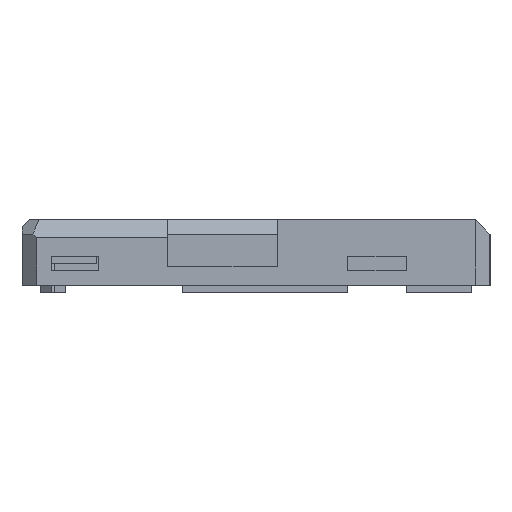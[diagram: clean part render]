
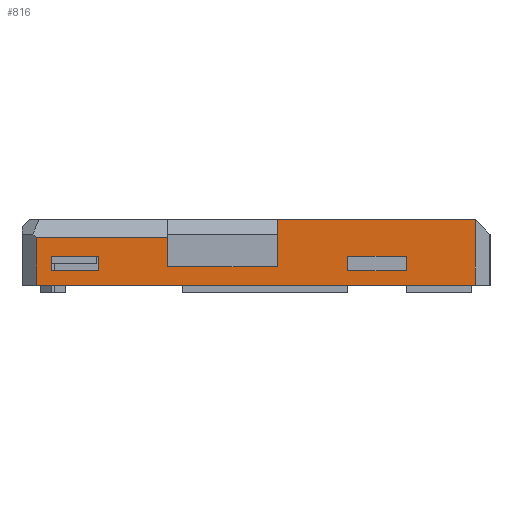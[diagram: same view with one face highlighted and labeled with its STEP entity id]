
A CAD part, left-side view. The second image highlights one B-rep face of the part: STEP entity #816.
In plain terms, the highlighted planar face has unit normal (-1, 0, 0).
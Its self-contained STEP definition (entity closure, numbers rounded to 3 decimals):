
#20 = VECTOR ( 'NONE', #2229, 1000. ) ;
#48 = LINE ( 'NONE', #145, #7102 ) ;
#145 = CARTESIAN_POINT ( 'NONE',  ( -6., -2., -5. ) ) ;
#174 = CARTESIAN_POINT ( 'NONE',  ( -6., -2., 4. ) ) ;
#239 = LINE ( 'NONE', #6232, #1424 ) ;
#279 = CARTESIAN_POINT ( 'NONE',  ( -6., 7.3, -1. ) ) ;
#341 = LINE ( 'NONE', #6371, #6140 ) ;
#350 = ORIENTED_EDGE ( 'NONE', *, *, #8706, .F. ) ;
#401 = DIRECTION ( 'NONE',  ( 0., -1., 0. ) ) ;
#506 = ORIENTED_EDGE ( 'NONE', *, *, #3978, .F. ) ;
#515 = CARTESIAN_POINT ( 'NONE',  ( -6., 7.3, -3. ) ) ;
#521 = VERTEX_POINT ( 'NONE', #3073 ) ;
#524 = VERTEX_POINT ( 'NONE', #3221 ) ;
#557 = EDGE_CURVE ( 'NONE', #1368, #5694, #6215, .T. ) ;
#730 = CARTESIAN_POINT ( 'NONE',  ( -6., 40., 1.5 ) ) ;
#816 = ADVANCED_FACE ( 'NONE', ( #9330, #7122, #5699 ), #1969, .T. ) ;
#827 = CARTESIAN_POINT ( 'NONE',  ( -6., 56.003, -0.5 ) ) ;
#834 = CARTESIAN_POINT ( 'NONE',  ( -6., 40., 2. ) ) ;
#865 = ORIENTED_EDGE ( 'NONE', *, *, #2621, .F. ) ;
#983 = CARTESIAN_POINT ( 'NONE',  ( -6., 40., -2.5 ) ) ;
#1059 = LINE ( 'NONE', #8371, #1762 ) ;
#1060 = ORIENTED_EDGE ( 'NONE', *, *, #5276, .F. ) ;
#1157 = CARTESIAN_POINT ( 'NONE',  ( -6., 7.3, -1. ) ) ;
#1368 = VERTEX_POINT ( 'NONE', #5100 ) ;
#1424 = VECTOR ( 'NONE', #5295, 1000. ) ;
#1540 = CARTESIAN_POINT ( 'NONE',  ( -6., 49.5, -0.5 ) ) ;
#1566 = CARTESIAN_POINT ( 'NONE',  ( -6., 7.3, -3. ) ) ;
#1657 = LINE ( 'NONE', #827, #5624 ) ;
#1762 = VECTOR ( 'NONE', #9204, 1000. ) ;
#1969 = PLANE ( 'NONE',  #2477 ) ;
#2075 = EDGE_CURVE ( 'NONE', #8521, #8685, #5700, .T. ) ;
#2147 = CARTESIAN_POINT ( 'NONE',  ( -6., -2.2, -5. ) ) ;
#2148 = VERTEX_POINT ( 'NONE', #8842 ) ;
#2229 = DIRECTION ( 'NONE',  ( 0., 0., 1. ) ) ;
#2307 = DIRECTION ( 'NONE',  ( 0., 0., 1. ) ) ;
#2337 = DIRECTION ( 'NONE',  ( 0., 1., 0. ) ) ;
#2402 = DIRECTION ( 'NONE',  ( 0., 0., -1. ) ) ;
#2477 = AXIS2_PLACEMENT_3D ( 'NONE', #4173, #3395, #401 ) ;
#2539 = VECTOR ( 'NONE', #6410, 1000. ) ;
#2554 = ORIENTED_EDGE ( 'NONE', *, *, #7996, .T. ) ;
#2564 = LINE ( 'NONE', #8946, #20 ) ;
#2621 = EDGE_CURVE ( 'NONE', #5342, #521, #1657, .T. ) ;
#2681 = VECTOR ( 'NONE', #4969, 1000. ) ;
#2822 = VERTEX_POINT ( 'NONE', #279 ) ;
#2898 = VERTEX_POINT ( 'NONE', #2147 ) ;
#2933 = DIRECTION ( 'NONE',  ( 0., 0., 1. ) ) ;
#3038 = EDGE_LOOP ( 'NONE', ( #506, #8791, #4747, #4663 ) ) ;
#3073 = CARTESIAN_POINT ( 'NONE',  ( -6., 56.003, -3. ) ) ;
#3123 = LINE ( 'NONE', #3953, #4773 ) ;
#3221 = CARTESIAN_POINT ( 'NONE',  ( -6., 49.5, -3. ) ) ;
#3395 = DIRECTION ( 'NONE',  ( -1., 0., 0. ) ) ;
#3517 = DIRECTION ( 'NONE',  ( 0., 1., 0. ) ) ;
#3597 = CARTESIAN_POINT ( 'NONE',  ( -6., 58., 2. ) ) ;
#3712 = ORIENTED_EDGE ( 'NONE', *, *, #557, .T. ) ;
#3953 = CARTESIAN_POINT ( 'NONE',  ( -6., 15.3, -0.5 ) ) ;
#3978 = EDGE_CURVE ( 'NONE', #6585, #8486, #5812, .T. ) ;
#4082 = CARTESIAN_POINT ( 'NONE',  ( -6., 40., -2.5 ) ) ;
#4123 = ORIENTED_EDGE ( 'NONE', *, *, #5253, .F. ) ;
#4173 = CARTESIAN_POINT ( 'NONE',  ( -6., -2., 2. ) ) ;
#4331 = DIRECTION ( 'NONE',  ( 0., 0., -1. ) ) ;
#4397 = CARTESIAN_POINT ( 'NONE',  ( -6., 25., 4. ) ) ;
#4549 = VECTOR ( 'NONE', #3517, 1000. ) ;
#4555 = CARTESIAN_POINT ( 'NONE',  ( -6., 7.3, -0.5 ) ) ;
#4577 = ORIENTED_EDGE ( 'NONE', *, *, #8454, .F. ) ;
#4607 = DIRECTION ( 'NONE',  ( 0., 1., 0. ) ) ;
#4663 = ORIENTED_EDGE ( 'NONE', *, *, #5258, .F. ) ;
#4672 = VECTOR ( 'NONE', #4958, 1000. ) ;
#4747 = ORIENTED_EDGE ( 'NONE', *, *, #5657, .F. ) ;
#4773 = VECTOR ( 'NONE', #7671, 1000. ) ;
#4881 = LINE ( 'NONE', #1157, #2539 ) ;
#4912 = ORIENTED_EDGE ( 'NONE', *, *, #5724, .F. ) ;
#4958 = DIRECTION ( 'NONE',  ( 0., -1., 0. ) ) ;
#4969 = DIRECTION ( 'NONE',  ( 0., -1., 0. ) ) ;
#5097 = CARTESIAN_POINT ( 'NONE',  ( -6., 56.003, -1. ) ) ;
#5100 = CARTESIAN_POINT ( 'NONE',  ( -6., -2.2, 4. ) ) ;
#5225 = CARTESIAN_POINT ( 'NONE',  ( -6., 25., -2.5 ) ) ;
#5253 = EDGE_CURVE ( 'NONE', #8685, #5694, #239, .T. ) ;
#5258 = EDGE_CURVE ( 'NONE', #8486, #2822, #6041, .T. ) ;
#5276 = EDGE_CURVE ( 'NONE', #6467, #8521, #7545, .T. ) ;
#5295 = DIRECTION ( 'NONE',  ( 0., 0., 1. ) ) ;
#5342 = VERTEX_POINT ( 'NONE', #5097 ) ;
#5478 = CARTESIAN_POINT ( 'NONE',  ( -6., 15.3, -3. ) ) ;
#5496 = VECTOR ( 'NONE', #2307, 1000. ) ;
#5624 = VECTOR ( 'NONE', #2402, 1000. ) ;
#5657 = EDGE_CURVE ( 'NONE', #2822, #9229, #4881, .T. ) ;
#5686 = DIRECTION ( 'NONE',  ( 0., 0., -1. ) ) ;
#5694 = VERTEX_POINT ( 'NONE', #4397 ) ;
#5699 = FACE_BOUND ( 'NONE', #3038, .T. ) ;
#5700 = LINE ( 'NONE', #4082, #4672 ) ;
#5724 = EDGE_CURVE ( 'NONE', #6489, #5342, #9542, .T. ) ;
#5812 = LINE ( 'NONE', #515, #2681 ) ;
#6024 = CARTESIAN_POINT ( 'NONE',  ( -6., 15.3, -1. ) ) ;
#6027 = EDGE_LOOP ( 'NONE', ( #4577, #6779, #3712, #4123, #9556, #1060, #7741, #2554 ) ) ;
#6041 = LINE ( 'NONE', #4555, #5496 ) ;
#6083 = VERTEX_POINT ( 'NONE', #9483 ) ;
#6140 = VECTOR ( 'NONE', #6523, 1000. ) ;
#6215 = LINE ( 'NONE', #174, #8716 ) ;
#6232 = CARTESIAN_POINT ( 'NONE',  ( -6., 25., 0. ) ) ;
#6288 = ORIENTED_EDGE ( 'NONE', *, *, #7336, .F. ) ;
#6306 = EDGE_CURVE ( 'NONE', #2898, #1368, #2564, .T. ) ;
#6371 = CARTESIAN_POINT ( 'NONE',  ( -6., -2., 1.5 ) ) ;
#6386 = EDGE_CURVE ( 'NONE', #6467, #6083, #341, .T. ) ;
#6410 = DIRECTION ( 'NONE',  ( 0., 1., 0. ) ) ;
#6467 = VERTEX_POINT ( 'NONE', #730 ) ;
#6489 = VERTEX_POINT ( 'NONE', #7398 ) ;
#6523 = DIRECTION ( 'NONE',  ( 0., 1., 0. ) ) ;
#6585 = VERTEX_POINT ( 'NONE', #5478 ) ;
#6779 = ORIENTED_EDGE ( 'NONE', *, *, #6306, .T. ) ;
#7102 = VECTOR ( 'NONE', #4607, 1000. ) ;
#7122 = FACE_BOUND ( 'NONE', #8805, .T. ) ;
#7336 = EDGE_CURVE ( 'NONE', #521, #524, #1059, .T. ) ;
#7398 = CARTESIAN_POINT ( 'NONE',  ( -6., 49.5, -1. ) ) ;
#7545 = LINE ( 'NONE', #834, #7992 ) ;
#7671 = DIRECTION ( 'NONE',  ( 0., 0., -1. ) ) ;
#7741 = ORIENTED_EDGE ( 'NONE', *, *, #6386, .T. ) ;
#7992 = VECTOR ( 'NONE', #5686, 1000. ) ;
#7996 = EDGE_CURVE ( 'NONE', #6083, #2148, #8060, .T. ) ;
#8060 = LINE ( 'NONE', #3597, #9452 ) ;
#8121 = LINE ( 'NONE', #1540, #9308 ) ;
#8371 = CARTESIAN_POINT ( 'NONE',  ( -6., 49.5, -3. ) ) ;
#8454 = EDGE_CURVE ( 'NONE', #2898, #2148, #48, .T. ) ;
#8486 = VERTEX_POINT ( 'NONE', #1566 ) ;
#8521 = VERTEX_POINT ( 'NONE', #983 ) ;
#8685 = VERTEX_POINT ( 'NONE', #5225 ) ;
#8706 = EDGE_CURVE ( 'NONE', #524, #6489, #8121, .T. ) ;
#8716 = VECTOR ( 'NONE', #2337, 1000. ) ;
#8791 = ORIENTED_EDGE ( 'NONE', *, *, #9309, .F. ) ;
#8805 = EDGE_LOOP ( 'NONE', ( #6288, #865, #4912, #350 ) ) ;
#8842 = CARTESIAN_POINT ( 'NONE',  ( -6., 58., -5. ) ) ;
#8946 = CARTESIAN_POINT ( 'NONE',  ( -6., -2.2, 2. ) ) ;
#9204 = DIRECTION ( 'NONE',  ( 0., -1., 0. ) ) ;
#9229 = VERTEX_POINT ( 'NONE', #6024 ) ;
#9308 = VECTOR ( 'NONE', #2933, 1000. ) ;
#9309 = EDGE_CURVE ( 'NONE', #9229, #6585, #3123, .T. ) ;
#9330 = FACE_OUTER_BOUND ( 'NONE', #6027, .T. ) ;
#9452 = VECTOR ( 'NONE', #4331, 1000. ) ;
#9483 = CARTESIAN_POINT ( 'NONE',  ( -6., 58., 1.5 ) ) ;
#9542 = LINE ( 'NONE', #9598, #4549 ) ;
#9556 = ORIENTED_EDGE ( 'NONE', *, *, #2075, .F. ) ;
#9598 = CARTESIAN_POINT ( 'NONE',  ( -6., -2., -1. ) ) ;
